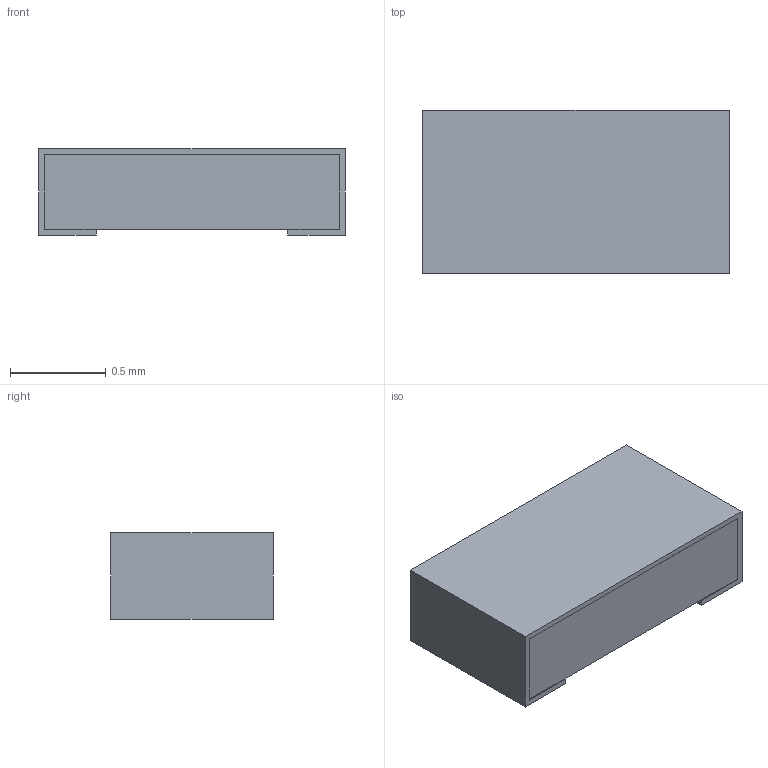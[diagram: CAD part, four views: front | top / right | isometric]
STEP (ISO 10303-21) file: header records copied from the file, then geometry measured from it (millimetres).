
FILE_DESCRIPTION( ( '' ), ' ' );
FILE_NAME( '59cc6bc01c65450fe1f9a302.step', '2017-09-28T03:25:53', ( '' ), ( '' ), ' ', ' ', ' ' );
FILE_SCHEMA( ( 'AUTOMOTIVE_DESIGN { 1 0 10303 214 1 1 1 1 }' ) );
Length unit declared in the file: metre
Products named in the file (1): Open CASCADE STEP translator 6.8 1
Bounding box: 1.6 x 0.85 x 0.45 mm (x, y, z)
Volume: 0.6 mm3; surface area: 4.9 mm2
Topology: 1 solids, 1 shells, 22 faces, 56 edges, 36 vertices
Faces by surface type: plane 22
Entity records: 1120 total; most frequent: CARTESIAN_POINT 115, ORIENTED_EDGE 112, DIRECTION 102, STYLED_ITEM 78, PRESENTATION_STYLE_ASSIGNMENT 78, COLOUR_RGB 78, EDGE_CURVE 56, CURVE_STYLE 56
